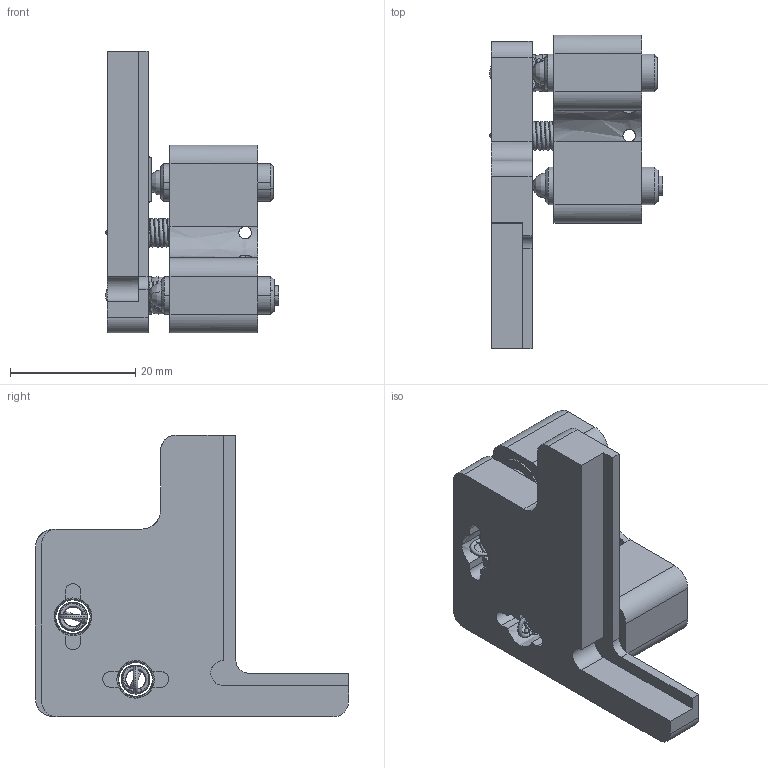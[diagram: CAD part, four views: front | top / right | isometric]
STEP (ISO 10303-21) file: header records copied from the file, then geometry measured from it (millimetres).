
FILE_DESCRIPTION(/* description */ (''),/* implementation_level */ '2;1');
FILE_NAME(/* name */ 'MMR-A',/* time_stamp */ '2021-08-20T13:56:52+03:00',/* author */ (''),/* organization */ (''),/* preprocessor_version */ 'ST-DEVELOPER v15',/* originating_system */ '',/* authorisation */ '');
FILE_SCHEMA (('AUTOMOTIVE_DESIGN'));
Length unit declared in the file: millimetre
Products named in the file (9): Document; MMR-A; MMR-A_Substitute_1; Block 01; Block 02; Block 03; Block 04; Block 05
Assembly tree (8 placements, depth 5):
  Document
    Document
      MMR-A
        MMR-A_Substitute_1
          Block 01
          Block 02
          Block 03
          Block 04
          Block 05
Bounding box: 27.62 x 50 x 45 mm (x, y, z)
Volume: 13274.6 mm3; surface area: 12543.8 mm2
Topology: 23 solids, 44 shells, 397 faces, 1153 edges, 733 vertices
Faces by surface type: bspline 397
Entity records: 81157 total; most frequent: CARTESIAN_POINT 67556, B_SPLINE_CURVE_WITH_KNOTS 2253, ORIENTED_EDGE 2078, PCURVE 2078, DEFINITIONAL_REPRESENTATION 2078, SURFACE_CURVE 1121, EDGE_CURVE 1121, VERTEX_POINT 727
